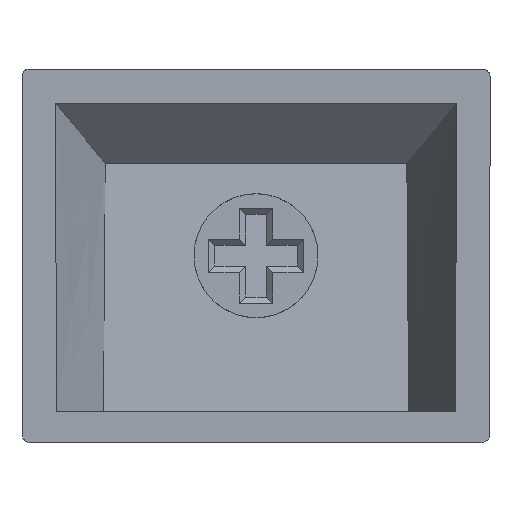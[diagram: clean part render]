
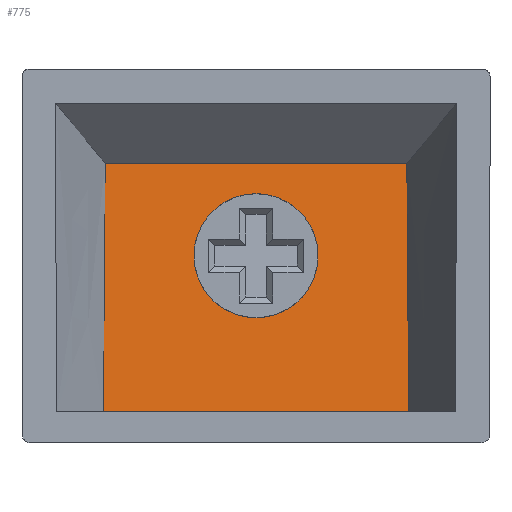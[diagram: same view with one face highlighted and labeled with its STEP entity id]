
A CAD part, front view. The second image highlights one B-rep face of the part: STEP entity #775.
In plain terms, the highlighted planar face has unit normal (0, -0.995, 0.103).
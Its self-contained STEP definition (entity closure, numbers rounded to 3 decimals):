
#21 = CARTESIAN_POINT ( 'NONE',  ( 0., 6.306, -0.656 ) ) ;
#38 = CARTESIAN_POINT ( 'NONE',  ( 17.325, 5.747, -6.037 ) ) ;
#58 = VERTEX_POINT ( 'NONE', #2116 ) ;
#61 = ORIENTED_EDGE ( 'NONE', *, *, #1501, .F. ) ;
#71 = ORIENTED_EDGE ( 'NONE', *, *, #2675, .T. ) ;
#147 = EDGE_CURVE ( 'NONE', #1028, #1881, #1490, .T. ) ;
#168 = CARTESIAN_POINT ( 'NONE',  ( 18.635, 5.745, -6.052 ) ) ;
#177 = ORIENTED_EDGE ( 'NONE', *, *, #191, .F. ) ;
#179 = VERTEX_POINT ( 'NONE', #1050 ) ;
#182 = VERTEX_POINT ( 'NONE', #1458 ) ;
#191 = EDGE_CURVE ( 'NONE', #179, #1028, #1165, .T. ) ;
#206 = CARTESIAN_POINT ( 'NONE',  ( 4.024, 5.9, -4.564 ) ) ;
#211 = DIRECTION ( 'NONE',  ( 1., 0., 0. ) ) ;
#237 = CARTESIAN_POINT ( 'NONE',  ( 0., 5.9, -4.564 ) ) ;
#262 = CARTESIAN_POINT ( 'NONE',  ( 3.982, 5.244, -10.872 ) ) ;
#313 = ORIENTED_EDGE ( 'NONE', *, *, #147, .F. ) ;
#341 = VECTOR ( 'NONE', #211, 1000. ) ;
#376 = ORIENTED_EDGE ( 'NONE', *, *, #1333, .F. ) ;
#404 = AXIS2_PLACEMENT_3D ( 'NONE', #21, #637, #434 ) ;
#434 = DIRECTION ( 'NONE',  ( 0., 0.103, 0.995 ) ) ;
#455 = CARTESIAN_POINT ( 'NONE',  ( 4.008, 5.637, -7.087 ) ) ;
#458 = CARTESIAN_POINT ( 'NONE',  ( 11.325, 5.747, -6.037 ) ) ;
#476 = CARTESIAN_POINT ( 'NONE',  ( 11.325, 5.747, -6.037 ) ) ;
#478 = VERTEX_POINT ( 'NONE', #1571 ) ;
#535 =( BOUNDED_CURVE ( )  B_SPLINE_CURVE ( 3, ( #2280, #825, #38, #458 ),
 .UNSPECIFIED., .F., .F. ) 
 B_SPLINE_CURVE_WITH_KNOTS ( ( 4, 4 ),
 ( 0., 3.142 ),
 .UNSPECIFIED. ) 
 CURVE ( )  GEOMETRIC_REPRESENTATION_ITEM ( )  RATIONAL_B_SPLINE_CURVE ( ( 1., 0.333, 0.333, 1. ) ) 
 REPRESENTATION_ITEM ( '' )  );
#625 = CARTESIAN_POINT ( 'NONE',  ( 3.95, 4.803, -15.111 ) ) ;
#637 = DIRECTION ( 'NONE',  ( 0., 0.995, -0.103 ) ) ;
#663 = CARTESIAN_POINT ( 'NONE',  ( 3.999, 5.506, -8.349 ) ) ;
#708 = CARTESIAN_POINT ( 'NONE',  ( 5.325, 5.747, -6.037 ) ) ;
#771 = CARTESIAN_POINT ( 'NONE',  ( 18.702, 4.779, -15.338 ) ) ;
#775 = ADVANCED_FACE ( 'NONE', ( #2064, #1767 ), #1861, .F. ) ;
#814 = VECTOR ( 'NONE', #841, 1000. ) ;
#825 = CARTESIAN_POINT ( 'NONE',  ( 17.325, 5.123, -12.037 ) ) ;
#841 = DIRECTION ( 'NONE',  ( 1., 0., 0. ) ) ;
#988 = CARTESIAN_POINT ( 'NONE',  ( 18.683, 5.042, -12.814 ) ) ;
#1028 = VERTEX_POINT ( 'NONE', #206 ) ;
#1050 = CARTESIAN_POINT ( 'NONE',  ( 3.937, 4.648, -16.6 ) ) ;
#1067 = CARTESIAN_POINT ( 'NONE',  ( 3.961, 4.958, -13.622 ) ) ;
#1093 = B_SPLINE_CURVE_WITH_KNOTS ( 'NONE', 3,
 ( #1389, #168, #1997, #2425, #1368, #2015, #988, #2435, #771, #1378 ),
 .UNSPECIFIED., .F., .F.,
 ( 4, 3, 3, 4 ),
 ( 0., 0.004, 0.008, 0.012 ),
 .UNSPECIFIED. ) ;
#1165 = B_SPLINE_CURVE_WITH_KNOTS ( 'NONE', 3,
 ( #1848, #625, #1067, #2110, #262, #1672, #663, #455, #1885, #1686 ),
 .UNSPECIFIED., .F., .F.,
 ( 4, 3, 3, 4 ),
 ( 0., 0.004, 0.008, 0.012 ),
 .UNSPECIFIED. ) ;
#1314 = CARTESIAN_POINT ( 'NONE',  ( 5.325, 5.123, -12.037 ) ) ;
#1333 = EDGE_CURVE ( 'NONE', #58, #478, #1884, .T. ) ;
#1368 = CARTESIAN_POINT ( 'NONE',  ( 18.664, 5.304, -10.29 ) ) ;
#1378 = CARTESIAN_POINT ( 'NONE',  ( 18.713, 4.648, -16.6 ) ) ;
#1389 = CARTESIAN_POINT ( 'NONE',  ( 18.626, 5.9, -4.564 ) ) ;
#1458 = CARTESIAN_POINT ( 'NONE',  ( 18.713, 4.648, -16.6 ) ) ;
#1464 = ORIENTED_EDGE ( 'NONE', *, *, #2648, .F. ) ;
#1490 = LINE ( 'NONE', #237, #341 ) ;
#1497 = CARTESIAN_POINT ( 'NONE',  ( 11.325, 5.123, -12.037 ) ) ;
#1501 = EDGE_CURVE ( 'NONE', #1881, #182, #1093, .T. ) ;
#1571 = CARTESIAN_POINT ( 'NONE',  ( 11.325, 5.123, -12.037 ) ) ;
#1672 = CARTESIAN_POINT ( 'NONE',  ( 3.991, 5.375, -9.61 ) ) ;
#1686 = CARTESIAN_POINT ( 'NONE',  ( 4.024, 5.9, -4.564 ) ) ;
#1696 = EDGE_LOOP ( 'NONE', ( #61, #313, #177, #71 ) ) ;
#1734 = LINE ( 'NONE', #2686, #814 ) ;
#1767 = FACE_OUTER_BOUND ( 'NONE', #1696, .T. ) ;
#1848 = CARTESIAN_POINT ( 'NONE',  ( 3.937, 4.648, -16.6 ) ) ;
#1861 = PLANE ( 'NONE',  #404 ) ;
#1881 = VERTEX_POINT ( 'NONE', #2526 ) ;
#1884 =( BOUNDED_CURVE ( )  B_SPLINE_CURVE ( 3, ( #476, #708, #1314, #1497 ),
 .UNSPECIFIED., .F., .F. ) 
 B_SPLINE_CURVE_WITH_KNOTS ( ( 4, 4 ),
 ( 3.142, 6.283 ),
 .UNSPECIFIED. ) 
 CURVE ( )  GEOMETRIC_REPRESENTATION_ITEM ( )  RATIONAL_B_SPLINE_CURVE ( ( 1., 0.333, 0.333, 1. ) ) 
 REPRESENTATION_ITEM ( '' )  );
#1885 = CARTESIAN_POINT ( 'NONE',  ( 4.016, 5.769, -5.825 ) ) ;
#1997 = CARTESIAN_POINT ( 'NONE',  ( 18.645, 5.59, -7.54 ) ) ;
#2015 = CARTESIAN_POINT ( 'NONE',  ( 18.673, 5.173, -11.552 ) ) ;
#2064 = FACE_BOUND ( 'NONE', #2106, .T. ) ;
#2106 = EDGE_LOOP ( 'NONE', ( #1464, #376 ) ) ;
#2110 = CARTESIAN_POINT ( 'NONE',  ( 3.972, 5.112, -12.133 ) ) ;
#2116 = CARTESIAN_POINT ( 'NONE',  ( 11.325, 5.747, -6.037 ) ) ;
#2280 = CARTESIAN_POINT ( 'NONE',  ( 11.325, 5.123, -12.037 ) ) ;
#2425 = CARTESIAN_POINT ( 'NONE',  ( 18.655, 5.435, -9.029 ) ) ;
#2435 = CARTESIAN_POINT ( 'NONE',  ( 18.692, 4.91, -14.076 ) ) ;
#2526 = CARTESIAN_POINT ( 'NONE',  ( 18.626, 5.9, -4.564 ) ) ;
#2648 = EDGE_CURVE ( 'NONE', #478, #58, #535, .T. ) ;
#2675 = EDGE_CURVE ( 'NONE', #179, #182, #1734, .T. ) ;
#2686 = CARTESIAN_POINT ( 'NONE',  ( 0., 4.648, -16.6 ) ) ;
